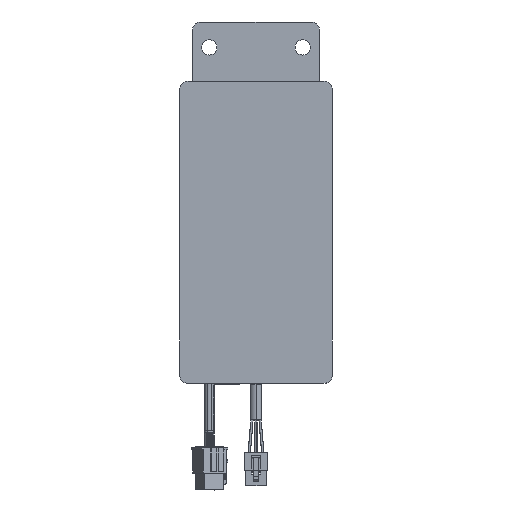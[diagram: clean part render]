
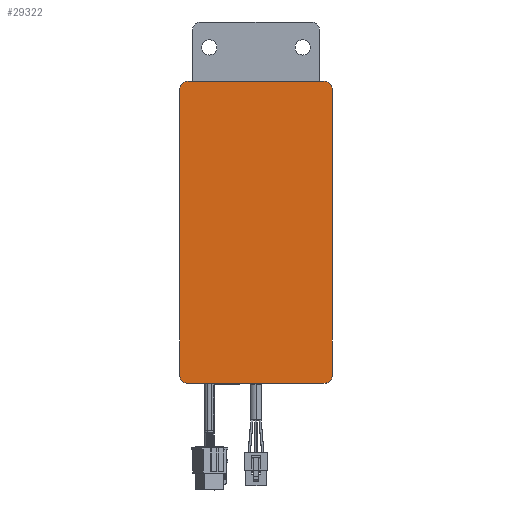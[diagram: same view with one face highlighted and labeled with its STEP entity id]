
A CAD part, front view. The second image highlights one B-rep face of the part: STEP entity #29322.
In plain terms, the highlighted planar face has unit normal (0, -1, 0).
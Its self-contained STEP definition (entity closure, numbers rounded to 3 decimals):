
#9 = CARTESIAN_POINT ( 'NONE',  ( 138.003, -100., -40. ) ) ;
#399 = DIRECTION ( 'NONE',  ( 0., 0., -1. ) ) ;
#3437 = ORIENTED_EDGE ( 'NONE', *, *, #49530, .T. ) ;
#7956 = CARTESIAN_POINT ( 'NONE',  ( -40.003, -100., -40. ) ) ;
#12170 = DIRECTION ( 'NONE',  ( 0., -1., 0. ) ) ;
#13074 = CARTESIAN_POINT ( 'NONE',  ( 133., -100., -40. ) ) ;
#13388 = VERTEX_POINT ( 'NONE', #95258 ) ;
#13497 = CIRCLE ( 'NONE', #94101, 5.003 ) ;
#13932 = DIRECTION ( 'NONE',  ( 1., 0., 0. ) ) ;
#15872 = EDGE_CURVE ( 'NONE', #88096, #13388, #13497, .T. ) ;
#16034 = CIRCLE ( 'NONE', #46097, 5.003 ) ;
#21931 = EDGE_LOOP ( 'NONE', ( #31587, #97108, #38034, #30865, #81010, #90454, #3437, #97855 ) ) ;
#22340 = CIRCLE ( 'NONE', #63401, 5.003 ) ;
#23417 = VERTEX_POINT ( 'NONE', #25517 ) ;
#24324 = EDGE_CURVE ( 'NONE', #73612, #88096, #59488, .T. ) ;
#25517 = CARTESIAN_POINT ( 'NONE',  ( -35., -100., 45.003 ) ) ;
#29322 = ADVANCED_FACE ( 'NONE', ( #42377 ), #33953, .T. ) ;
#30865 = ORIENTED_EDGE ( 'NONE', *, *, #72963, .T. ) ;
#31587 = ORIENTED_EDGE ( 'NONE', *, *, #82815, .T. ) ;
#31624 = CARTESIAN_POINT ( 'NONE',  ( 133., -100., 40. ) ) ;
#32332 = CARTESIAN_POINT ( 'NONE',  ( -40.003, -100., 40. ) ) ;
#33953 = PLANE ( 'NONE',  #55492 ) ;
#34389 = VECTOR ( 'NONE', #13932, 1000. ) ;
#35409 = CARTESIAN_POINT ( 'NONE',  ( 138.003, -100., 40. ) ) ;
#38034 = ORIENTED_EDGE ( 'NONE', *, *, #15872, .T. ) ;
#40855 = CARTESIAN_POINT ( 'NONE',  ( 133., -100., -45.003 ) ) ;
#42377 = FACE_OUTER_BOUND ( 'NONE', #21931, .T. ) ;
#43490 = CARTESIAN_POINT ( 'NONE',  ( -35., -100., 40. ) ) ;
#44142 = LINE ( 'NONE', #81794, #34389 ) ;
#44710 = CARTESIAN_POINT ( 'NONE',  ( -35., -100., -45.003 ) ) ;
#46097 = AXIS2_PLACEMENT_3D ( 'NONE', #82630, #67768, #399 ) ;
#49526 = CARTESIAN_POINT ( 'NONE',  ( 138.003, -100., -40. ) ) ;
#49530 = EDGE_CURVE ( 'NONE', #96410, #81787, #16034, .T. ) ;
#50156 = VECTOR ( 'NONE', #60217, 1000. ) ;
#50262 = VECTOR ( 'NONE', #75314, 1000. ) ;
#50565 = DIRECTION ( 'NONE',  ( 0., 0., -1. ) ) ;
#51889 = DIRECTION ( 'NONE',  ( 0., 0., -1. ) ) ;
#52026 = CARTESIAN_POINT ( 'NONE',  ( -40.003, -100., 40. ) ) ;
#52786 = AXIS2_PLACEMENT_3D ( 'NONE', #43490, #66253, #51889 ) ;
#53026 = VECTOR ( 'NONE', #50565, 1000. ) ;
#53937 = DIRECTION ( 'NONE',  ( 0., -1., 0. ) ) ;
#55492 = AXIS2_PLACEMENT_3D ( 'NONE', #73052, #12170, #64173 ) ;
#55982 = CIRCLE ( 'NONE', #52786, 5.003 ) ;
#59488 = LINE ( 'NONE', #9, #50262 ) ;
#60217 = DIRECTION ( 'NONE',  ( -1., 0., 0. ) ) ;
#61342 = VERTEX_POINT ( 'NONE', #40855 ) ;
#61415 = DIRECTION ( 'NONE',  ( 0., 0., -1. ) ) ;
#62642 = VERTEX_POINT ( 'NONE', #32332 ) ;
#63401 = AXIS2_PLACEMENT_3D ( 'NONE', #13074, #67517, #61415 ) ;
#64173 = DIRECTION ( 'NONE',  ( 0., 0., -1. ) ) ;
#64473 = EDGE_CURVE ( 'NONE', #23417, #62642, #55982, .T. ) ;
#66253 = DIRECTION ( 'NONE',  ( 0., -1., 0. ) ) ;
#67517 = DIRECTION ( 'NONE',  ( 0., -1., 0. ) ) ;
#67768 = DIRECTION ( 'NONE',  ( 0., -1., 0. ) ) ;
#70995 = EDGE_CURVE ( 'NONE', #81787, #61342, #44142, .T. ) ;
#72963 = EDGE_CURVE ( 'NONE', #13388, #23417, #74593, .T. ) ;
#73052 = CARTESIAN_POINT ( 'NONE',  ( 133., -100., -40. ) ) ;
#73612 = VERTEX_POINT ( 'NONE', #49526 ) ;
#74593 = LINE ( 'NONE', #75592, #50156 ) ;
#75314 = DIRECTION ( 'NONE',  ( 0., 0., 1. ) ) ;
#75592 = CARTESIAN_POINT ( 'NONE',  ( 133., -100., 45.003 ) ) ;
#81010 = ORIENTED_EDGE ( 'NONE', *, *, #64473, .T. ) ;
#81787 = VERTEX_POINT ( 'NONE', #44710 ) ;
#81794 = CARTESIAN_POINT ( 'NONE',  ( -35., -100., -45.003 ) ) ;
#82630 = CARTESIAN_POINT ( 'NONE',  ( -35., -100., -40. ) ) ;
#82815 = EDGE_CURVE ( 'NONE', #61342, #73612, #22340, .T. ) ;
#84132 = DIRECTION ( 'NONE',  ( 0., 0., -1. ) ) ;
#88096 = VERTEX_POINT ( 'NONE', #35409 ) ;
#88205 = LINE ( 'NONE', #52026, #53026 ) ;
#89821 = EDGE_CURVE ( 'NONE', #62642, #96410, #88205, .T. ) ;
#90454 = ORIENTED_EDGE ( 'NONE', *, *, #89821, .T. ) ;
#94101 = AXIS2_PLACEMENT_3D ( 'NONE', #31624, #53937, #84132 ) ;
#95258 = CARTESIAN_POINT ( 'NONE',  ( 133., -100., 45.003 ) ) ;
#96410 = VERTEX_POINT ( 'NONE', #7956 ) ;
#97108 = ORIENTED_EDGE ( 'NONE', *, *, #24324, .T. ) ;
#97855 = ORIENTED_EDGE ( 'NONE', *, *, #70995, .T. ) ;
